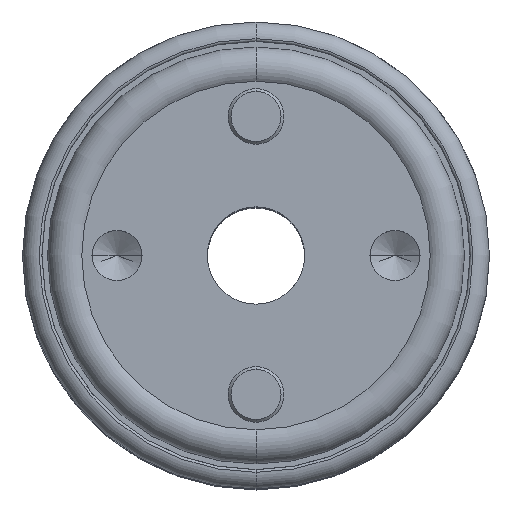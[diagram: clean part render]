
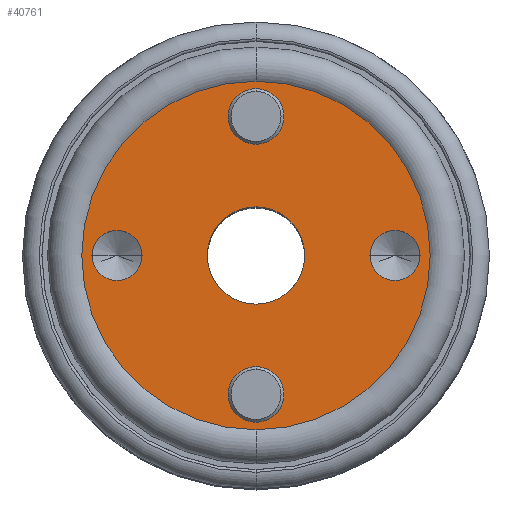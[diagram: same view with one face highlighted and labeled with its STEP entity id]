
A CAD part, top view. The second image highlights one B-rep face of the part: STEP entity #40761.
In plain terms, the highlighted planar face has unit normal (0, 0, 1).
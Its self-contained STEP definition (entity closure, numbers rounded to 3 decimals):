
#11588=CARTESIAN_POINT('',(0.,0.,47.5));
#11589=DIRECTION('',(0.,0.,-1.));
#11590=DIRECTION('',(0.,-1.,0.));
#11591=AXIS2_PLACEMENT_3D('',#11588,#11589,#11590);
#11593=CARTESIAN_POINT('',(0.,0.,47.5));
#11594=DIRECTION('',(0.,0.,-1.));
#11595=DIRECTION('',(0.,1.,0.));
#11596=AXIS2_PLACEMENT_3D('',#11593,#11594,#11595);
#11598=CARTESIAN_POINT('',(0.,0.,47.5));
#11599=DIRECTION('',(0.,0.,-1.));
#11600=DIRECTION('',(0.,-1.,0.));
#11601=AXIS2_PLACEMENT_3D('',#11598,#11599,#11600);
#11603=CARTESIAN_POINT('',(0.,0.,47.5));
#11604=DIRECTION('',(0.,0.,-1.));
#11605=DIRECTION('',(0.,1.,0.));
#11606=AXIS2_PLACEMENT_3D('',#11603,#11604,#11605);
#11608=CARTESIAN_POINT('',(10.,0.,47.5));
#11609=DIRECTION('',(0.,0.,-1.));
#11610=DIRECTION('',(1.,0.,0.));
#11611=AXIS2_PLACEMENT_3D('',#11608,#11609,#11610);
#11613=CARTESIAN_POINT('',(10.,0.,47.5));
#11614=DIRECTION('',(0.,0.,-1.));
#11615=DIRECTION('',(-1.,0.,0.));
#11616=AXIS2_PLACEMENT_3D('',#11613,#11614,#11615);
#11618=CARTESIAN_POINT('',(-10.,0.,47.5));
#11619=DIRECTION('',(0.,0.,1.));
#11620=DIRECTION('',(-1.,0.,0.));
#11621=AXIS2_PLACEMENT_3D('',#11618,#11619,#11620);
#11623=CARTESIAN_POINT('',(-10.,0.,47.5));
#11624=DIRECTION('',(0.,0.,1.));
#11625=DIRECTION('',(1.,0.,0.));
#11626=AXIS2_PLACEMENT_3D('',#11623,#11624,#11625);
#11628=CARTESIAN_POINT('',(0.,10.,47.5));
#11629=DIRECTION('',(0.,0.,1.));
#11630=DIRECTION('',(0.,-1.,0.));
#11631=AXIS2_PLACEMENT_3D('',#11628,#11629,#11630);
#11633=CARTESIAN_POINT('',(0.,10.,47.5));
#11634=DIRECTION('',(0.,0.,1.));
#11635=DIRECTION('',(0.,1.,0.));
#11636=AXIS2_PLACEMENT_3D('',#11633,#11634,#11635);
#11638=CARTESIAN_POINT('',(0.,-10.,47.5));
#11639=DIRECTION('',(0.,0.,1.));
#11640=DIRECTION('',(0.,-1.,0.));
#11641=AXIS2_PLACEMENT_3D('',#11638,#11639,#11640);
#11643=CARTESIAN_POINT('',(0.,-10.,47.5));
#11644=DIRECTION('',(0.,0.,1.));
#11645=DIRECTION('',(0.,1.,0.));
#11646=AXIS2_PLACEMENT_3D('',#11643,#11644,#11645);
#13665=CARTESIAN_POINT('',(0.,-3.5,47.5));
#13666=CARTESIAN_POINT('',(0.,3.5,47.5));
#13667=VERTEX_POINT('',#13665);
#13668=VERTEX_POINT('',#13666);
#13731=CARTESIAN_POINT('',(11.8,0.,47.5));
#13732=CARTESIAN_POINT('',(8.2,0.,47.5));
#13733=VERTEX_POINT('',#13731);
#13734=VERTEX_POINT('',#13732);
#13741=CARTESIAN_POINT('',(-11.8,0.,47.5));
#13742=CARTESIAN_POINT('',(-8.2,0.,47.5));
#13743=VERTEX_POINT('',#13741);
#13744=VERTEX_POINT('',#13742);
#14441=CARTESIAN_POINT('',(0.,8.,47.5));
#14442=CARTESIAN_POINT('',(0.,12.,47.5));
#14443=VERTEX_POINT('',#14441);
#14444=VERTEX_POINT('',#14442);
#14461=CARTESIAN_POINT('',(0.,-12.,47.5));
#14462=CARTESIAN_POINT('',(0.,-8.,47.5));
#14463=VERTEX_POINT('',#14461);
#14464=VERTEX_POINT('',#14462);
#14473=CARTESIAN_POINT('',(0.,-12.537,47.5));
#14474=CARTESIAN_POINT('',(0.,12.537,47.5));
#14475=VERTEX_POINT('',#14473);
#14476=VERTEX_POINT('',#14474);
#40722=CARTESIAN_POINT('',(0.,0.,47.5));
#40723=DIRECTION('',(0.,0.,1.));
#40724=DIRECTION('',(0.,1.,0.));
#40725=AXIS2_PLACEMENT_3D('',#40722,#40723,#40724);
#40726=PLANE('',#40725);
#40727=ORIENTED_EDGE('',*,*,#40690,.T.);
#40728=ORIENTED_EDGE('',*,*,#40710,.T.);
#40729=EDGE_LOOP('',(#40727,#40728));
#40730=FACE_OUTER_BOUND('',#40729,.F.);
#40732=ORIENTED_EDGE('',*,*,#40731,.F.);
#40734=ORIENTED_EDGE('',*,*,#40733,.F.);
#40735=EDGE_LOOP('',(#40732,#40734));
#40736=FACE_BOUND('',#40735,.F.);
#40738=ORIENTED_EDGE('',*,*,#40737,.F.);
#40740=ORIENTED_EDGE('',*,*,#40739,.F.);
#40741=EDGE_LOOP('',(#40738,#40740));
#40742=FACE_BOUND('',#40741,.F.);
#40744=ORIENTED_EDGE('',*,*,#40743,.T.);
#40746=ORIENTED_EDGE('',*,*,#40745,.T.);
#40747=EDGE_LOOP('',(#40744,#40746));
#40748=FACE_BOUND('',#40747,.F.);
#40750=ORIENTED_EDGE('',*,*,#40749,.T.);
#40752=ORIENTED_EDGE('',*,*,#40751,.T.);
#40753=EDGE_LOOP('',(#40750,#40752));
#40754=FACE_BOUND('',#40753,.F.);
#40756=ORIENTED_EDGE('',*,*,#40755,.T.);
#40758=ORIENTED_EDGE('',*,*,#40757,.T.);
#40759=EDGE_LOOP('',(#40756,#40758));
#40760=FACE_BOUND('',#40759,.F.);
#40761=ADVANCED_FACE('',(#40730,#40736,#40742,#40748,#40754,#40760),#40726,.T.);
#11592=CIRCLE('',#11591,12.537);
#11597=CIRCLE('',#11596,12.537);
#11602=CIRCLE('',#11601,3.5);
#11607=CIRCLE('',#11606,3.5);
#11612=CIRCLE('',#11611,1.8);
#11617=CIRCLE('',#11616,1.8);
#11622=CIRCLE('',#11621,1.8);
#11627=CIRCLE('',#11626,1.8);
#11632=CIRCLE('',#11631,2.);
#11637=CIRCLE('',#11636,2.);
#11642=CIRCLE('',#11641,2.);
#11647=CIRCLE('',#11646,2.);
#40690=EDGE_CURVE('',#14475,#14476,#11592,.T.);
#40710=EDGE_CURVE('',#14476,#14475,#11597,.T.);
#40731=EDGE_CURVE('',#13667,#13668,#11602,.T.);
#40733=EDGE_CURVE('',#13668,#13667,#11607,.T.);
#40737=EDGE_CURVE('',#13733,#13734,#11612,.T.);
#40739=EDGE_CURVE('',#13734,#13733,#11617,.T.);
#40743=EDGE_CURVE('',#13743,#13744,#11622,.T.);
#40745=EDGE_CURVE('',#13744,#13743,#11627,.T.);
#40749=EDGE_CURVE('',#14443,#14444,#11632,.T.);
#40751=EDGE_CURVE('',#14444,#14443,#11637,.T.);
#40755=EDGE_CURVE('',#14463,#14464,#11642,.T.);
#40757=EDGE_CURVE('',#14464,#14463,#11647,.T.);
